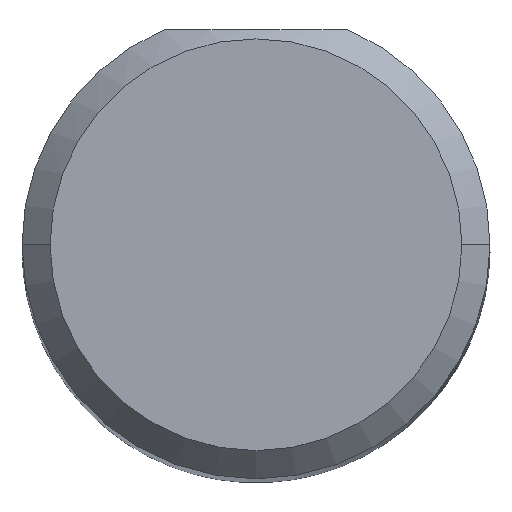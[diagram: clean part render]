
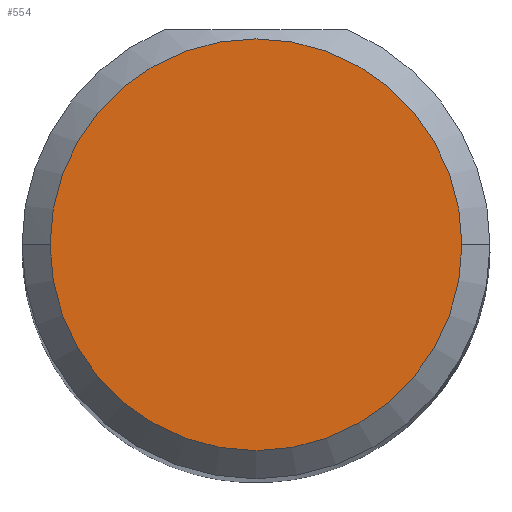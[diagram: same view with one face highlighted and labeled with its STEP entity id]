
A CAD part, top view. The second image highlights one B-rep face of the part: STEP entity #554.
In plain terms, the highlighted planar face has unit normal (0, 0, 1).
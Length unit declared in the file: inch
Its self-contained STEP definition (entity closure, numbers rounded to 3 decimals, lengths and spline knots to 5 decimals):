
#5 = EDGE_CURVE ( 'NONE', #298, #51, #197, .T. ) ;
#10 = ORIENTED_EDGE ( 'NONE', *, *, #5, .T. ) ;
#14 = CIRCLE ( 'NONE', #427, 0.11 ) ;
#51 = VERTEX_POINT ( 'NONE', #126 ) ;
#83 = FACE_OUTER_BOUND ( 'NONE', #641, .T. ) ;
#126 = CARTESIAN_POINT ( 'NONE',  ( 0.11, 0., 2.5 ) ) ;
#146 = AXIS2_PLACEMENT_3D ( 'NONE', #628, #563, #166 ) ;
#166 = DIRECTION ( 'NONE',  ( 1., 0., 0. ) ) ;
#181 = EDGE_CURVE ( 'NONE', #51, #298, #14, .T. ) ;
#197 = CIRCLE ( 'NONE', #146, 0.11 ) ;
#200 = AXIS2_PLACEMENT_3D ( 'NONE', #547, #297, #553 ) ;
#248 = DIRECTION ( 'NONE',  ( 0., 0., 1. ) ) ;
#297 = DIRECTION ( 'NONE',  ( 0., 0., 1. ) ) ;
#298 = VERTEX_POINT ( 'NONE', #343 ) ;
#343 = CARTESIAN_POINT ( 'NONE',  ( -0.11, 0., 2.5 ) ) ;
#427 = AXIS2_PLACEMENT_3D ( 'NONE', #654, #248, #503 ) ;
#461 = ORIENTED_EDGE ( 'NONE', *, *, #181, .T. ) ;
#503 = DIRECTION ( 'NONE',  ( 1., 0., 0. ) ) ;
#547 = CARTESIAN_POINT ( 'NONE',  ( 0., 0., 2.5 ) ) ;
#553 = DIRECTION ( 'NONE',  ( 1., 0., 0. ) ) ;
#554 = ADVANCED_FACE ( 'NONE', ( #83 ), #648, .T. ) ;
#563 = DIRECTION ( 'NONE',  ( 0., 0., 1. ) ) ;
#628 = CARTESIAN_POINT ( 'NONE',  ( 0., 0., 2.5 ) ) ;
#641 = EDGE_LOOP ( 'NONE', ( #10, #461 ) ) ;
#648 = PLANE ( 'NONE',  #200 ) ;
#654 = CARTESIAN_POINT ( 'NONE',  ( 0., 0., 2.5 ) ) ;
